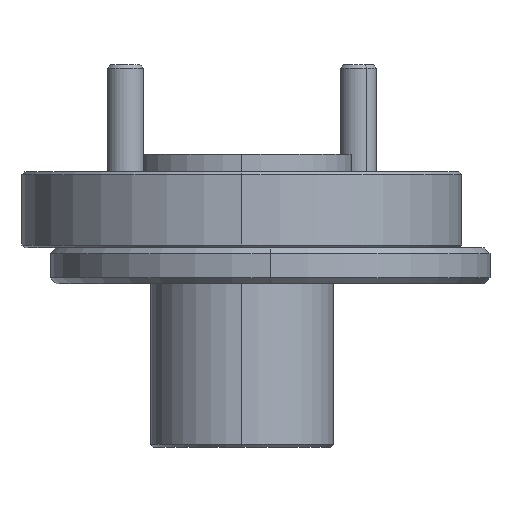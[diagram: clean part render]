
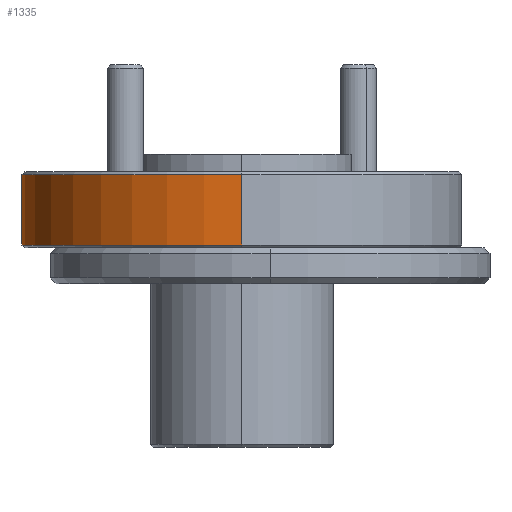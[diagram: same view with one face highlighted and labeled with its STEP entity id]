
A CAD part, left-side view. The second image highlights one B-rep face of the part: STEP entity #1335.
In plain terms, the highlighted cylindrical face has radius 9.525 mm (diameter 19.05 mm), a partial arc.
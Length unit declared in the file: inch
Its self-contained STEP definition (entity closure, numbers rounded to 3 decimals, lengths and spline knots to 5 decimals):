
#122 = CARTESIAN_POINT ( 'NONE',  ( -0.89708, 1.22239, -0.30709 ) ) ;
#131 = EDGE_CURVE ( 'NONE', #993, #1145, #2714, .T. ) ;
#318 = AXIS2_PLACEMENT_3D ( 'NONE', #625, #1636, #2778 ) ;
#328 = VECTOR ( 'NONE', #571, 39.37008 ) ;
#392 = CARTESIAN_POINT ( 'NONE',  ( -1.27208, 1.22239, -0.31209 ) ) ;
#396 = EDGE_CURVE ( 'NONE', #2453, #2696, #2099, .T. ) ;
#424 = AXIS2_PLACEMENT_3D ( 'NONE', #122, #830, #565 ) ;
#493 = CARTESIAN_POINT ( 'NONE',  ( -0.89708, 1.22239, -0.43209 ) ) ;
#565 = DIRECTION ( 'NONE',  ( -1., 0., 0. ) ) ;
#571 = DIRECTION ( 'NONE',  ( 0., 0., -1. ) ) ;
#598 = ORIENTED_EDGE ( 'NONE', *, *, #396, .T. ) ;
#625 = CARTESIAN_POINT ( 'NONE',  ( -0.89708, 1.22239, -0.31209 ) ) ;
#830 = DIRECTION ( 'NONE',  ( 0., 0., -1. ) ) ;
#841 = CARTESIAN_POINT ( 'NONE',  ( -0.52208, 1.22239, -0.30709 ) ) ;
#972 = DIRECTION ( 'NONE',  ( 1., 0., 0. ) ) ;
#993 = VERTEX_POINT ( 'NONE', #392 ) ;
#1031 = LINE ( 'NONE', #841, #1615 ) ;
#1145 = VERTEX_POINT ( 'NONE', #2310 ) ;
#1250 = FACE_OUTER_BOUND ( 'NONE', #2170, .T. ) ;
#1308 = CARTESIAN_POINT ( 'NONE',  ( -1.27208, 1.22239, -0.30709 ) ) ;
#1335 = ADVANCED_FACE ( 'NONE', ( #1250 ), #2126, .T. ) ;
#1615 = VECTOR ( 'NONE', #2926, 39.37008 ) ;
#1636 = DIRECTION ( 'NONE',  ( 0., 0., -1. ) ) ;
#1807 = EDGE_CURVE ( 'NONE', #1145, #2453, #1031, .T. ) ;
#1929 = EDGE_CURVE ( 'NONE', #993, #2696, #2051, .T. ) ;
#2051 = LINE ( 'NONE', #1308, #328 ) ;
#2065 = ORIENTED_EDGE ( 'NONE', *, *, #131, .T. ) ;
#2099 = CIRCLE ( 'NONE', #2996, 0.375 ) ;
#2126 = CYLINDRICAL_SURFACE ( 'NONE', #424, 0.375 ) ;
#2128 = ORIENTED_EDGE ( 'NONE', *, *, #1929, .F. ) ;
#2170 = EDGE_LOOP ( 'NONE', ( #2065, #2198, #598, #2128 ) ) ;
#2198 = ORIENTED_EDGE ( 'NONE', *, *, #1807, .T. ) ;
#2258 = CARTESIAN_POINT ( 'NONE',  ( -1.27208, 1.22239, -0.43209 ) ) ;
#2310 = CARTESIAN_POINT ( 'NONE',  ( -0.52208, 1.22239, -0.31209 ) ) ;
#2364 = DIRECTION ( 'NONE',  ( 0., 0., 1. ) ) ;
#2453 = VERTEX_POINT ( 'NONE', #2849 ) ;
#2696 = VERTEX_POINT ( 'NONE', #2258 ) ;
#2714 = CIRCLE ( 'NONE', #318, 0.375 ) ;
#2778 = DIRECTION ( 'NONE',  ( 1., 0., 0. ) ) ;
#2849 = CARTESIAN_POINT ( 'NONE',  ( -0.52208, 1.22239, -0.43209 ) ) ;
#2926 = DIRECTION ( 'NONE',  ( 0., 0., -1. ) ) ;
#2996 = AXIS2_PLACEMENT_3D ( 'NONE', #493, #2364, #972 ) ;
